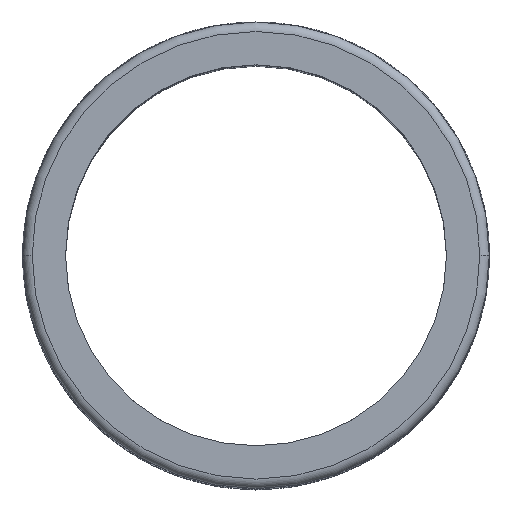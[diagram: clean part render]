
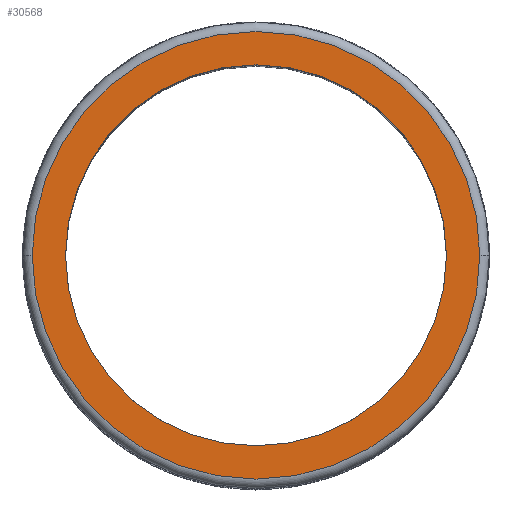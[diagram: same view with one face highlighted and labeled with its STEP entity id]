
A CAD part, top view. The second image highlights one B-rep face of the part: STEP entity #30568.
In plain terms, the highlighted planar face has unit normal (0, 0, 1).
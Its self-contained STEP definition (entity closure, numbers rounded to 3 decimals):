
#471 = EDGE_CURVE ( 'NONE', #3346, #23706, #17146, .T. ) ;
#675 = CARTESIAN_POINT ( 'NONE',  ( 0., 0., 0. ) ) ;
#1865 = FACE_OUTER_BOUND ( 'NONE', #37315, .T. ) ;
#2686 = DIRECTION ( 'NONE',  ( 0., 0., 1. ) ) ;
#3346 = VERTEX_POINT ( 'NONE', #7176 ) ;
#5410 = PLANE ( 'NONE',  #27335 ) ;
#6223 = EDGE_CURVE ( 'NONE', #31273, #12659, #19470, .T. ) ;
#7176 = CARTESIAN_POINT ( 'NONE',  ( 20., 0., 0. ) ) ;
#8468 = ORIENTED_EDGE ( 'NONE', *, *, #17615, .F. ) ;
#8960 = ORIENTED_EDGE ( 'NONE', *, *, #6223, .T. ) ;
#9965 = FACE_BOUND ( 'NONE', #18504, .T. ) ;
#11271 = AXIS2_PLACEMENT_3D ( 'NONE', #675, #34107, #37162 ) ;
#12341 = DIRECTION ( 'NONE',  ( 1., 0., 0. ) ) ;
#12659 = VERTEX_POINT ( 'NONE', #23899 ) ;
#14830 = DIRECTION ( 'NONE',  ( 0., 0., 1. ) ) ;
#15096 = ORIENTED_EDGE ( 'NONE', *, *, #471, .F. ) ;
#15422 = EDGE_CURVE ( 'NONE', #12659, #31273, #31751, .T. ) ;
#15833 = AXIS2_PLACEMENT_3D ( 'NONE', #18137, #21322, #33383 ) ;
#17124 = CARTESIAN_POINT ( 'NONE',  ( -20., 0., 0. ) ) ;
#17146 = CIRCLE ( 'NONE', #15833, 20. ) ;
#17478 = CARTESIAN_POINT ( 'NONE',  ( 0., 0., 0. ) ) ;
#17615 = EDGE_CURVE ( 'NONE', #23706, #3346, #23613, .T. ) ;
#18137 = CARTESIAN_POINT ( 'NONE',  ( 0., 0., 0. ) ) ;
#18504 = EDGE_LOOP ( 'NONE', ( #15096, #8468 ) ) ;
#19470 = CIRCLE ( 'NONE', #11271, 23.5 ) ;
#21322 = DIRECTION ( 'NONE',  ( 0., 0., 1. ) ) ;
#23613 = CIRCLE ( 'NONE', #39142, 20. ) ;
#23706 = VERTEX_POINT ( 'NONE', #17124 ) ;
#23899 = CARTESIAN_POINT ( 'NONE',  ( 23.5, 0., 0. ) ) ;
#27335 = AXIS2_PLACEMENT_3D ( 'NONE', #30208, #36204, #33010 ) ;
#29755 = CARTESIAN_POINT ( 'NONE',  ( -23.5, 0., 0. ) ) ;
#30208 = CARTESIAN_POINT ( 'NONE',  ( 0., 0., 0. ) ) ;
#30568 = ADVANCED_FACE ( 'NONE', ( #1865, #9965 ), #5410, .T. ) ;
#31003 = AXIS2_PLACEMENT_3D ( 'NONE', #17478, #14830, #36055 ) ;
#31273 = VERTEX_POINT ( 'NONE', #29755 ) ;
#31751 = CIRCLE ( 'NONE', #31003, 23.5 ) ;
#33000 = ORIENTED_EDGE ( 'NONE', *, *, #15422, .T. ) ;
#33010 = DIRECTION ( 'NONE',  ( 1., 0., 0. ) ) ;
#33383 = DIRECTION ( 'NONE',  ( 1., 0., 0. ) ) ;
#34107 = DIRECTION ( 'NONE',  ( 0., 0., 1. ) ) ;
#36055 = DIRECTION ( 'NONE',  ( 1., 0., 0. ) ) ;
#36204 = DIRECTION ( 'NONE',  ( 0., 0., 1. ) ) ;
#36384 = CARTESIAN_POINT ( 'NONE',  ( 0., 0., 0. ) ) ;
#37162 = DIRECTION ( 'NONE',  ( 1., 0., 0. ) ) ;
#37315 = EDGE_LOOP ( 'NONE', ( #33000, #8960 ) ) ;
#39142 = AXIS2_PLACEMENT_3D ( 'NONE', #36384, #2686, #12341 ) ;
